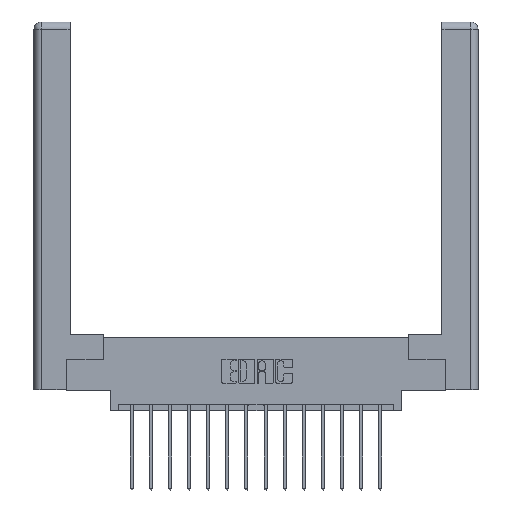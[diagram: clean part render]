
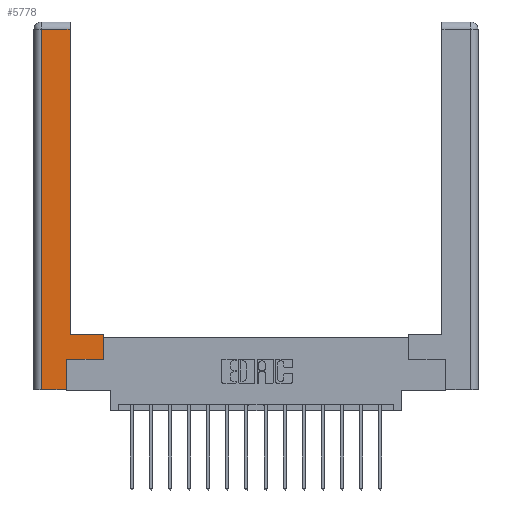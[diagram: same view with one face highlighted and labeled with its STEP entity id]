
A CAD part, top view. The second image highlights one B-rep face of the part: STEP entity #5778.
In plain terms, the highlighted planar face has unit normal (0, 0, 1).
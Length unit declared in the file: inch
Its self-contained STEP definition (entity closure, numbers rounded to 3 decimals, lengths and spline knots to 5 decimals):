
#174 = CARTESIAN_POINT ( 'NONE',  ( 0.0615, 0., 0. ) ) ;
#486 = CARTESIAN_POINT ( 'NONE',  ( 0., 0., 0. ) ) ;
#523 = EDGE_CURVE ( 'NONE', #12095, #4476, #11821, .T. ) ;
#529 = ORIENTED_EDGE ( 'NONE', *, *, #523, .T. ) ;
#818 = DIRECTION ( 'NONE',  ( 0., 1., 0. ) ) ;
#916 = EDGE_CURVE ( 'NONE', #3648, #7428, #14873, .T. ) ;
#1351 = FACE_OUTER_BOUND ( 'NONE', #10063, .T. ) ;
#1381 = DIRECTION ( 'NONE',  ( -1., 0., 0. ) ) ;
#1633 = CARTESIAN_POINT ( 'NONE',  ( 0.295, 2.94, 0. ) ) ;
#1663 = LINE ( 'NONE', #6729, #7362 ) ;
#1777 = CARTESIAN_POINT ( 'NONE',  ( 0.565, 0.45, 0. ) ) ;
#2717 = ORIENTED_EDGE ( 'NONE', *, *, #6344, .T. ) ;
#2901 = EDGE_CURVE ( 'NONE', #17114, #12095, #1663, .T. ) ;
#3202 = DIRECTION ( 'NONE',  ( 1., 0., 0. ) ) ;
#3648 = VERTEX_POINT ( 'NONE', #7142 ) ;
#3991 = CARTESIAN_POINT ( 'NONE',  ( 0.265, 0., 0. ) ) ;
#4438 = ORIENTED_EDGE ( 'NONE', *, *, #9031, .T. ) ;
#4476 = VERTEX_POINT ( 'NONE', #174 ) ;
#4660 = CARTESIAN_POINT ( 'NONE',  ( 0.265, 0.245, 0. ) ) ;
#4677 = LINE ( 'NONE', #11240, #9710 ) ;
#5138 = VERTEX_POINT ( 'NONE', #14144 ) ;
#5778 = ADVANCED_FACE ( 'NONE', ( #1351 ), #13912, .F. ) ;
#6344 = EDGE_CURVE ( 'NONE', #14370, #5138, #12012, .T. ) ;
#6729 = CARTESIAN_POINT ( 'NONE',  ( 0.0615, 2.94, 0. ) ) ;
#6843 = EDGE_CURVE ( 'NONE', #7323, #14370, #14870, .T. ) ;
#7126 = ORIENTED_EDGE ( 'NONE', *, *, #2901, .T. ) ;
#7142 = CARTESIAN_POINT ( 'NONE',  ( 0.265, 0., 0. ) ) ;
#7194 = ORIENTED_EDGE ( 'NONE', *, *, #8969, .T. ) ;
#7323 = VERTEX_POINT ( 'NONE', #10676 ) ;
#7362 = VECTOR ( 'NONE', #1381, 39.37008 ) ;
#7422 = DIRECTION ( 'NONE',  ( -1., 0., 0. ) ) ;
#7428 = VERTEX_POINT ( 'NONE', #4660 ) ;
#8194 = DIRECTION ( 'NONE',  ( 1., 0., 0. ) ) ;
#8359 = ORIENTED_EDGE ( 'NONE', *, *, #916, .T. ) ;
#8462 = VECTOR ( 'NONE', #9915, 39.37008 ) ;
#8801 = CARTESIAN_POINT ( 'NONE',  ( 0.295, 0.45, 0. ) ) ;
#8969 = EDGE_CURVE ( 'NONE', #5138, #17114, #11727, .T. ) ;
#9011 = CARTESIAN_POINT ( 'NONE',  ( 0.295, 3., 0. ) ) ;
#9031 = EDGE_CURVE ( 'NONE', #4476, #3648, #15839, .T. ) ;
#9080 = CARTESIAN_POINT ( 'NONE',  ( 0.0615, 0., 0. ) ) ;
#9710 = VECTOR ( 'NONE', #3202, 39.37008 ) ;
#9915 = DIRECTION ( 'NONE',  ( -1., 0., 0. ) ) ;
#10063 = EDGE_LOOP ( 'NONE', ( #7194, #7126, #529, #4438, #8359, #11718, #12229, #2717 ) ) ;
#10091 = VECTOR ( 'NONE', #14367, 39.37008 ) ;
#10362 = DIRECTION ( 'NONE',  ( 0., -1., 0. ) ) ;
#10676 = CARTESIAN_POINT ( 'NONE',  ( 0.565, 0.245, 0. ) ) ;
#10872 = VECTOR ( 'NONE', #818, 39.37008 ) ;
#11087 = VECTOR ( 'NONE', #8194, 39.37008 ) ;
#11108 = DIRECTION ( 'NONE',  ( 0., 1., 0. ) ) ;
#11171 = VECTOR ( 'NONE', #11108, 39.37008 ) ;
#11240 = CARTESIAN_POINT ( 'NONE',  ( 0.565, 0.245, 0. ) ) ;
#11715 = CARTESIAN_POINT ( 'NONE',  ( 0.265, 0.245, 0. ) ) ;
#11718 = ORIENTED_EDGE ( 'NONE', *, *, #13983, .T. ) ;
#11727 = LINE ( 'NONE', #9011, #10872 ) ;
#11821 = LINE ( 'NONE', #9080, #15100 ) ;
#12012 = LINE ( 'NONE', #8801, #8462 ) ;
#12095 = VERTEX_POINT ( 'NONE', #13496 ) ;
#12229 = ORIENTED_EDGE ( 'NONE', *, *, #6843, .T. ) ;
#12891 = DIRECTION ( 'NONE',  ( 0., 0., -1. ) ) ;
#13346 = CARTESIAN_POINT ( 'NONE',  ( 0.565, 0.45, 0. ) ) ;
#13496 = CARTESIAN_POINT ( 'NONE',  ( 0.0615, 2.94, 0. ) ) ;
#13912 = PLANE ( 'NONE',  #17083 ) ;
#13983 = EDGE_CURVE ( 'NONE', #7428, #7323, #4677, .T. ) ;
#14144 = CARTESIAN_POINT ( 'NONE',  ( 0.295, 0.45, 0. ) ) ;
#14367 = DIRECTION ( 'NONE',  ( 0., 1., 0. ) ) ;
#14370 = VERTEX_POINT ( 'NONE', #13346 ) ;
#14870 = LINE ( 'NONE', #1777, #11171 ) ;
#14873 = LINE ( 'NONE', #11715, #10091 ) ;
#15100 = VECTOR ( 'NONE', #10362, 39.37008 ) ;
#15839 = LINE ( 'NONE', #3991, #11087 ) ;
#17083 = AXIS2_PLACEMENT_3D ( 'NONE', #486, #12891, #7422 ) ;
#17114 = VERTEX_POINT ( 'NONE', #1633 ) ;
